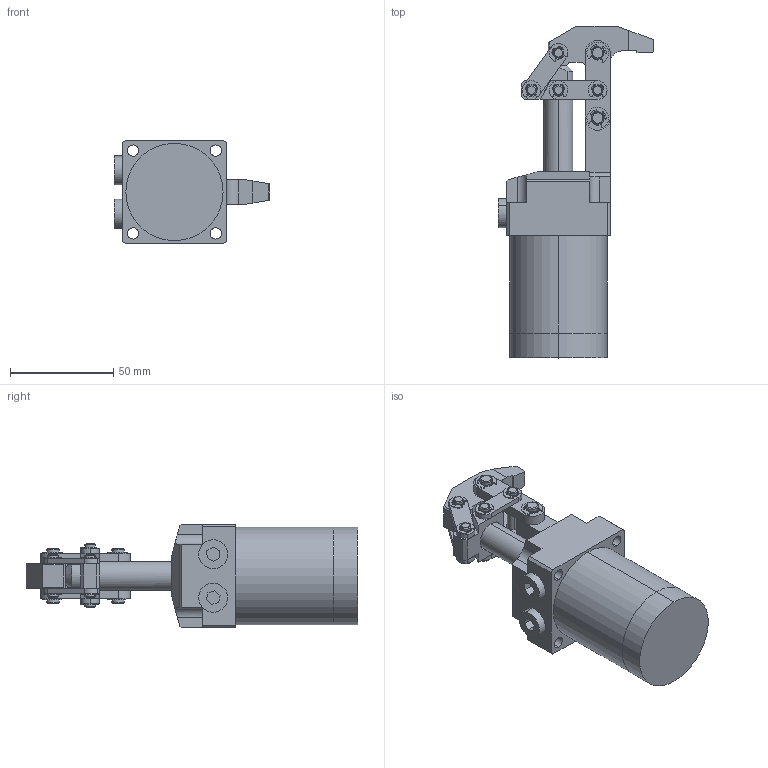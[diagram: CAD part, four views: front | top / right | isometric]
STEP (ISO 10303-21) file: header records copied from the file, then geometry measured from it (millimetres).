
FILE_DESCRIPTION (( 'STEP AP203' ), '1' );
FILE_NAME ('CLF5H-25连杆油压缸三维图.STEP', '2019-03-31T07:02:23', ( 'User' ), ( 'china' ), 'SwSTEP 2.0', 'SolidWorks 2018', '' );
FILE_SCHEMA (( 'CONFIG_CONTROL_DESIGN' ));
Length unit declared in the file: millimetre
Products named in the file (15): 囀鞠褒黑芛郔陔1-8; 蟀裝4; CLF5H-25连杆油压缸三维图; 揤旋; 种粣1; 种粣3; CLF5H-25掛极; 种粣2; 活塞杆; 羲諳結种0.3; 蟀裝1; 羲諳結种0.5; 蟀裝2; 25綴裔; 蟀裝3
Assembly tree (31 placements, depth 2):
  CLF5H-25连杆油压缸三维图
    CLF5H-25掛极
    活塞杆
    蟀裝1  x2
    蟀裝2
    蟀裝3  x2
    蟀裝4  x2
    揤旋
    种粣1  x2
    种粣3  x2
    种粣2  x2
    羲諳結种0.3  x4
    羲諳結种0.5  x8
    25綴裔
    囀鞠褒黑芛郔陔1-8  x2
Bounding box: 75 x 160.5 x 50 mm (x, y, z)
Volume: 184422.9 mm3; surface area: 54392.6 mm2
Topology: 31 solids, 31 shells, 888 faces, 2225 edges, 1436 vertices
Faces by surface type: cylinder 467, plane 273, cone 126, torus 20, bspline 2
Entity records: 16216 total; most frequent: CARTESIAN_POINT 3718, DIRECTION 2369, ORIENTED_EDGE 2056, EDGE_CURVE 1028, AXIS2_PLACEMENT_3D 919, VERTEX_POINT 654, VECTOR 531, LINE 531
